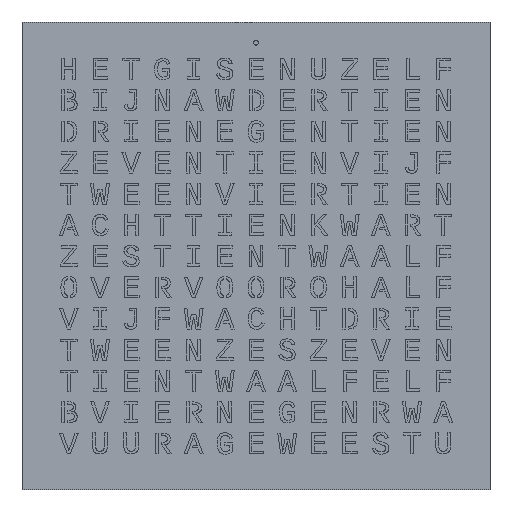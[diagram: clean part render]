
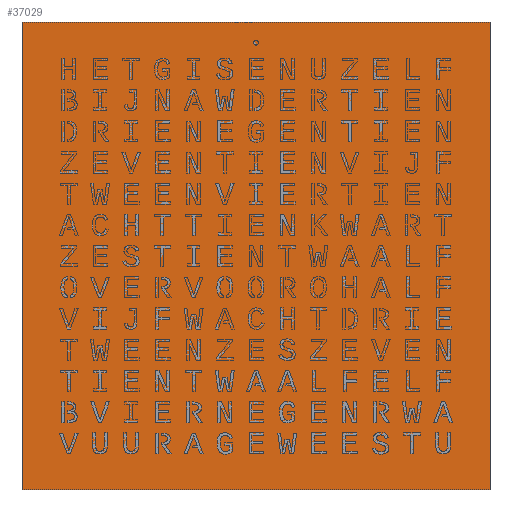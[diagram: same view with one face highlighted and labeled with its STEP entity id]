
A CAD part, top view. The second image highlights one B-rep face of the part: STEP entity #37029.
In plain terms, the highlighted planar face has unit normal (0, 0, 1).
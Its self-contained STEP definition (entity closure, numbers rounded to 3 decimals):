
#37029 = ADVANCED_FACE('',(#37030),#37044,.T.);
#37030 = FACE_BOUND('',#37031,.T.);
#37031 = EDGE_LOOP('',(#37032,#37055,#37071,#37087));
#37032 = ORIENTED_EDGE('',*,*,#37033,.T.);
#37033 = EDGE_CURVE('',#37034,#37036,#37038,.T.);
#37034 = VERTEX_POINT('',#37035);
#37035 = CARTESIAN_POINT('',(0.,0.,0.));
#37036 = VERTEX_POINT('',#37037);
#37037 = CARTESIAN_POINT('',(500.,0.,0.));
#37038 = SURFACE_CURVE('',#37039,(#37043),.PCURVE_S1.);
#37039 = LINE('',#37040,#37041);
#37040 = CARTESIAN_POINT('',(0.,0.,0.));
#37041 = VECTOR('',#37042,1.);
#37042 = DIRECTION('',(1.,0.,0.));
#37043 = PCURVE('',#37044,#37049);
#37044 = PLANE('',#37045);
#37045 = AXIS2_PLACEMENT_3D('',#37046,#37047,#37048);
#37046 = CARTESIAN_POINT('',(250.,250.,0.));
#37047 = DIRECTION('',(0.,0.,1.));
#37048 = DIRECTION('',(1.,0.,-0.));
#37049 = DEFINITIONAL_REPRESENTATION('',(#37050),#37054);
#37050 = LINE('',#37051,#37052);
#37051 = CARTESIAN_POINT('',(-250.,-250.));
#37052 = VECTOR('',#37053,1.);
#37053 = DIRECTION('',(1.,0.));
#37054 = ( GEOMETRIC_REPRESENTATION_CONTEXT(2) 
PARAMETRIC_REPRESENTATION_CONTEXT() REPRESENTATION_CONTEXT('2D SPACE',''
  ) );
#37055 = ORIENTED_EDGE('',*,*,#37056,.T.);
#37056 = EDGE_CURVE('',#37036,#37057,#37059,.T.);
#37057 = VERTEX_POINT('',#37058);
#37058 = CARTESIAN_POINT('',(500.,500.,0.));
#37059 = SURFACE_CURVE('',#37060,(#37064),.PCURVE_S1.);
#37060 = LINE('',#37061,#37062);
#37061 = CARTESIAN_POINT('',(500.,0.,0.));
#37062 = VECTOR('',#37063,1.);
#37063 = DIRECTION('',(0.,1.,0.));
#37064 = PCURVE('',#37044,#37065);
#37065 = DEFINITIONAL_REPRESENTATION('',(#37066),#37070);
#37066 = LINE('',#37067,#37068);
#37067 = CARTESIAN_POINT('',(250.,-250.));
#37068 = VECTOR('',#37069,1.);
#37069 = DIRECTION('',(0.,1.));
#37070 = ( GEOMETRIC_REPRESENTATION_CONTEXT(2) 
PARAMETRIC_REPRESENTATION_CONTEXT() REPRESENTATION_CONTEXT('2D SPACE',''
  ) );
#37071 = ORIENTED_EDGE('',*,*,#37072,.T.);
#37072 = EDGE_CURVE('',#37057,#37073,#37075,.T.);
#37073 = VERTEX_POINT('',#37074);
#37074 = CARTESIAN_POINT('',(0.,500.,0.));
#37075 = SURFACE_CURVE('',#37076,(#37080),.PCURVE_S1.);
#37076 = LINE('',#37077,#37078);
#37077 = CARTESIAN_POINT('',(500.,500.,0.));
#37078 = VECTOR('',#37079,1.);
#37079 = DIRECTION('',(-1.,0.,0.));
#37080 = PCURVE('',#37044,#37081);
#37081 = DEFINITIONAL_REPRESENTATION('',(#37082),#37086);
#37082 = LINE('',#37083,#37084);
#37083 = CARTESIAN_POINT('',(250.,250.));
#37084 = VECTOR('',#37085,1.);
#37085 = DIRECTION('',(-1.,0.));
#37086 = ( GEOMETRIC_REPRESENTATION_CONTEXT(2) 
PARAMETRIC_REPRESENTATION_CONTEXT() REPRESENTATION_CONTEXT('2D SPACE',''
  ) );
#37087 = ORIENTED_EDGE('',*,*,#37088,.T.);
#37088 = EDGE_CURVE('',#37073,#37034,#37089,.T.);
#37089 = SURFACE_CURVE('',#37090,(#37094),.PCURVE_S1.);
#37090 = LINE('',#37091,#37092);
#37091 = CARTESIAN_POINT('',(0.,500.,0.));
#37092 = VECTOR('',#37093,1.);
#37093 = DIRECTION('',(0.,-1.,0.));
#37094 = PCURVE('',#37044,#37095);
#37095 = DEFINITIONAL_REPRESENTATION('',(#37096),#37100);
#37096 = LINE('',#37097,#37098);
#37097 = CARTESIAN_POINT('',(-250.,250.));
#37098 = VECTOR('',#37099,1.);
#37099 = DIRECTION('',(0.,-1.));
#37100 = ( GEOMETRIC_REPRESENTATION_CONTEXT(2) 
PARAMETRIC_REPRESENTATION_CONTEXT() REPRESENTATION_CONTEXT('2D SPACE',''
  ) );
